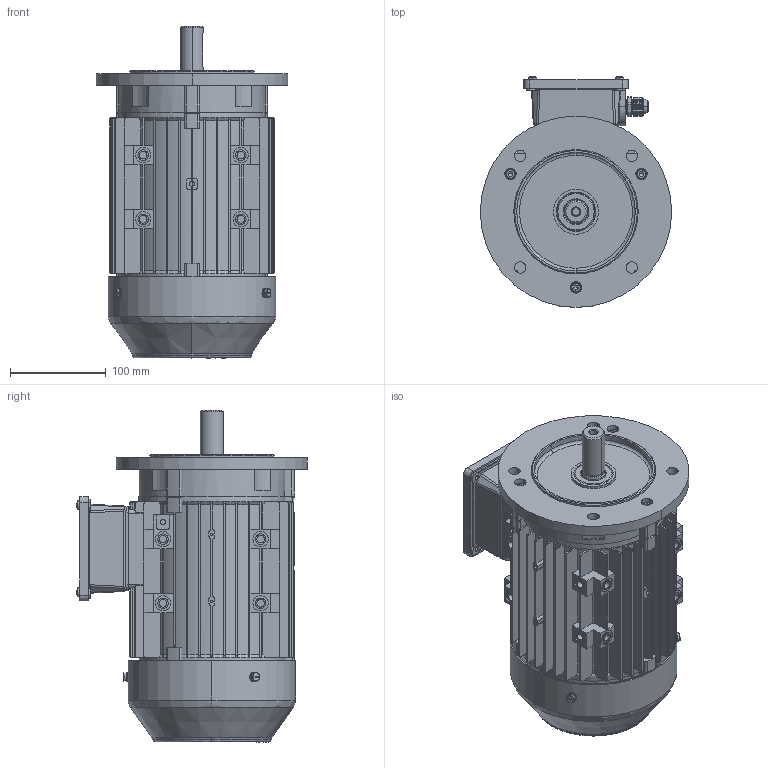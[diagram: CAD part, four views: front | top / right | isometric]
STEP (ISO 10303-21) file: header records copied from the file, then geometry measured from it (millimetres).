
FILE_DESCRIPTION (( 'STEP AP203' ), '1' );
FILE_NAME ('JL3-90L-B5.step', '2018-12-14T09:03:14', ( '' ), ( '' ), 'SwSTEP 2.0', 'SolidWorks 2018', '' );
FILE_SCHEMA (( 'CONFIG_CONTROL_DESIGN' ));
Products named in the file (1): JL3-90L-B5
Bounding box: 200 x 241.42 x 347 mm (x, y, z)
Volume: 1385471.4 mm3; surface area: 818947.7 mm2
Topology: 39 solids, 39 shells, 3218 faces, 8790 edges, 5692 vertices
Faces by surface type: plane 1332, cylinder 1269, bspline 378, cone 231, sphere 8
Entity records: 332433 total; most frequent: CARTESIAN_POINT 252440, ORIENTED_EDGE 17556, DIRECTION 15911, EDGE_CURVE 8778, AXIS2_PLACEMENT_3D 5844, VERTEX_POINT 5692, LINE 4223, VECTOR 4223
